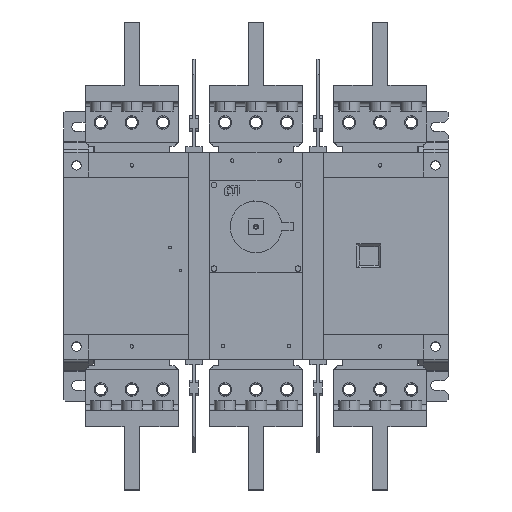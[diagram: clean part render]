
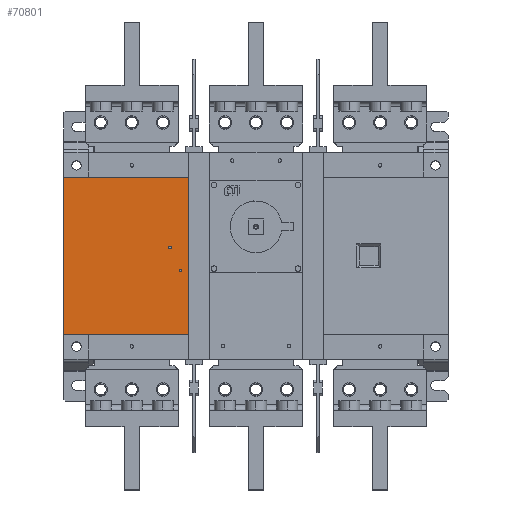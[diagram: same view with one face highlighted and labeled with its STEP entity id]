
A CAD part, top view. The second image highlights one B-rep face of the part: STEP entity #70801.
In plain terms, the highlighted planar face has unit normal (0, 0, 1).
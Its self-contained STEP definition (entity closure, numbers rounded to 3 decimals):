
#29629=DIRECTION('',(0.,1.,0.));
#29630=VECTOR('',#29629,64.);
#29631=CARTESIAN_POINT('',(1015.,-16.,
1.994));
#29632=LINE('',#29631,#29630);
#29636=DIRECTION('',(0.,1.,0.));
#29637=VECTOR('',#29636,7.);
#29638=CARTESIAN_POINT('',(1020.,-23.,
1.994));
#29639=LINE('',#29638,#29637);
#29643=DIRECTION('',(0.,1.,0.));
#29644=VECTOR('',#29643,81.);
#29645=CARTESIAN_POINT('',(1015.,-104.,
1.994));
#29646=LINE('',#29645,#29644);
#29650=DIRECTION('',(1.,0.,0.));
#29651=VECTOR('',#29650,121.);
#29652=CARTESIAN_POINT('',(894.,-104.,
1.994));
#29653=LINE('',#29652,#29651);
#29657=DIRECTION('',(0.,-1.,0.));
#29658=VECTOR('',#29657,152.);
#29659=CARTESIAN_POINT('',(894.,48.,1.994));
#29660=LINE('',#29659,#29658);
#29664=DIRECTION('',(-1.,0.,0.));
#29665=VECTOR('',#29664,121.);
#29666=CARTESIAN_POINT('',(1015.,48.,1.994));
#29667=LINE('',#29666,#29665);
#29671=CARTESIAN_POINT('',(996.85,-19.9,
1.994));
#29672=DIRECTION('',(0.,0.,-1.));
#29673=DIRECTION('',(1.,0.,0.));
#29674=AXIS2_PLACEMENT_3D('',#29671,#29672,#29673);
#29679=CARTESIAN_POINT('',(996.85,-19.9,
1.994));
#29680=DIRECTION('',(0.,0.,-1.));
#29681=DIRECTION('',(-1.,0.,0.));
#29682=AXIS2_PLACEMENT_3D('',#29679,#29680,#29681);
#29687=CARTESIAN_POINT('',(1007.05,-42.1,
1.994));
#29688=DIRECTION('',(0.,0.,-1.));
#29689=DIRECTION('',(1.,0.,0.));
#29690=AXIS2_PLACEMENT_3D('',#29687,#29688,#29689);
#29695=CARTESIAN_POINT('',(1007.05,-42.1,
1.994));
#29696=DIRECTION('',(0.,0.,-1.));
#29697=DIRECTION('',(-1.,0.,0.));
#29698=AXIS2_PLACEMENT_3D('',#29695,#29696,#29697);
#30183=DIRECTION('',(-1.,0.,0.));
#30184=VECTOR('',#30183,5.);
#30185=CARTESIAN_POINT('',(1020.,-23.,
1.994));
#30186=LINE('',#30185,#30184);
#30197=DIRECTION('',(1.,0.,0.));
#30198=VECTOR('',#30197,5.);
#30199=CARTESIAN_POINT('',(1015.,-16.,
1.994));
#30200=LINE('',#30199,#30198);
#37101=CARTESIAN_POINT('',(1020.,-16.,
1.994));
#37103=VERTEX_POINT('',#37101);
#37104=CARTESIAN_POINT('',(1020.,-23.,
1.994));
#37105=VERTEX_POINT('',#37104);
#37120=CARTESIAN_POINT('',(1015.,48.,1.994));
#37121=VERTEX_POINT('',#37120);
#37122=CARTESIAN_POINT('',(1015.,-16.,
1.994));
#37123=VERTEX_POINT('',#37122);
#37128=CARTESIAN_POINT('',(1015.,-23.,
1.994));
#37129=VERTEX_POINT('',#37128);
#37130=CARTESIAN_POINT('',(1015.,-104.,
1.994));
#37131=VERTEX_POINT('',#37130);
#37334=CARTESIAN_POINT('',(894.,-104.,
1.994));
#37335=VERTEX_POINT('',#37334);
#37336=CARTESIAN_POINT('',(894.,48.,1.994));
#37337=VERTEX_POINT('',#37336);
#39680=CARTESIAN_POINT('',(1008.3,-42.1,
1.994));
#39682=VERTEX_POINT('',#39680);
#39684=CARTESIAN_POINT('',(1005.8,-42.1,
1.994));
#39686=VERTEX_POINT('',#39684);
#39688=CARTESIAN_POINT('',(998.1,-19.9,
1.994));
#39690=VERTEX_POINT('',#39688);
#39692=CARTESIAN_POINT('',(995.6,-19.9,
1.994));
#39694=VERTEX_POINT('',#39692);
#70768=CARTESIAN_POINT('',(1037.95,-28.,
1.994));
#70769=DIRECTION('',(0.,0.,1.));
#70770=DIRECTION('',(-1.,0.,0.));
#70771=AXIS2_PLACEMENT_3D('',#70768,#70769,#70770);
#70772=PLANE('',#70771);
#70774=ORIENTED_EDGE('',*,*,#70773,.F.);
#70776=ORIENTED_EDGE('',*,*,#70775,.T.);
#70778=ORIENTED_EDGE('',*,*,#70777,.F.);
#70780=ORIENTED_EDGE('',*,*,#70779,.T.);
#70782=ORIENTED_EDGE('',*,*,#70781,.F.);
#70784=ORIENTED_EDGE('',*,*,#70783,.F.);
#70785=ORIENTED_EDGE('',*,*,#70005,.F.);
#70786=ORIENTED_EDGE('',*,*,#70750,.F.);
#70787=EDGE_LOOP('',(#70774,#70776,#70778,#70780,#70782,#70784,#70785,#70786));
#70788=FACE_OUTER_BOUND('',#70787,.F.);
#70790=ORIENTED_EDGE('',*,*,#70789,.F.);
#70792=ORIENTED_EDGE('',*,*,#70791,.F.);
#70793=EDGE_LOOP('',(#70790,#70792));
#70794=FACE_BOUND('',#70793,.F.);
#70796=ORIENTED_EDGE('',*,*,#70795,.F.);
#70798=ORIENTED_EDGE('',*,*,#70797,.F.);
#70799=EDGE_LOOP('',(#70796,#70798));
#70800=FACE_BOUND('',#70799,.F.);
#29675=CIRCLE('',#29674,1.25);
#29683=CIRCLE('',#29682,1.25);
#29691=CIRCLE('',#29690,1.25);
#29699=CIRCLE('',#29698,1.25);
#70005=EDGE_CURVE('',#37337,#37335,#29660,.T.);
#70750=EDGE_CURVE('',#37121,#37337,#29667,.T.);
#70773=EDGE_CURVE('',#37123,#37121,#29632,.T.);
#70775=EDGE_CURVE('',#37123,#37103,#30200,.T.);
#70777=EDGE_CURVE('',#37105,#37103,#29639,.T.);
#70779=EDGE_CURVE('',#37105,#37129,#30186,.T.);
#70781=EDGE_CURVE('',#37131,#37129,#29646,.T.);
#70783=EDGE_CURVE('',#37335,#37131,#29653,.T.);
#70789=EDGE_CURVE('',#39690,#39694,#29675,.T.);
#70791=EDGE_CURVE('',#39694,#39690,#29683,.T.);
#70795=EDGE_CURVE('',#39682,#39686,#29691,.T.);
#70797=EDGE_CURVE('',#39686,#39682,#29699,.T.);
#70801=ADVANCED_FACE('',(#70788,#70794,#70800),#70772,.T.);
